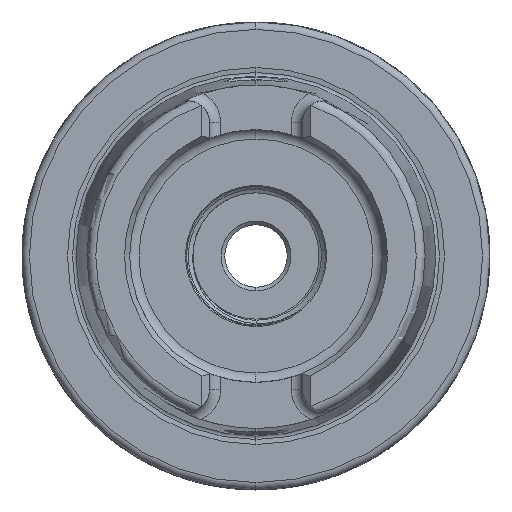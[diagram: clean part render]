
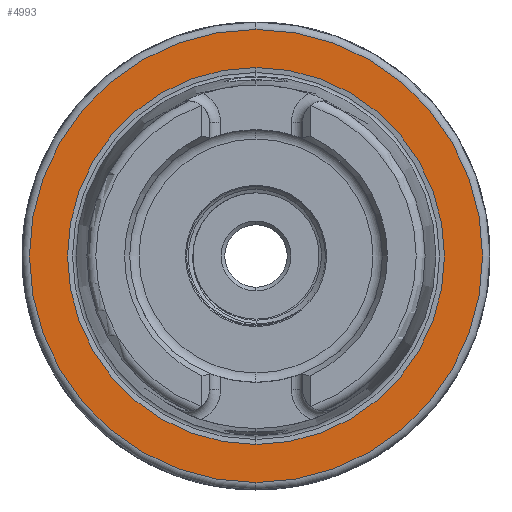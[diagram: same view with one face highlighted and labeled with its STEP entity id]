
A CAD part, left-side view. The second image highlights one B-rep face of the part: STEP entity #4993.
In plain terms, the highlighted planar face has unit normal (-1, 0, 0).
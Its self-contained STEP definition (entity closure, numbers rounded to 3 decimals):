
#4993 = ADVANCED_FACE ( 'NONE', ( #21830, #21870 ), #25498, .T. ) ;
#7986 = EDGE_LOOP ( 'NONE', ( #22306, #22085 ) ) ;
#7988 = EDGE_LOOP ( 'NONE', ( #22130, #22152 ) ) ;
#8241 = DIRECTION ( 'NONE',  ( -1., 0., 0. ) ) ;
#8248 = DIRECTION ( 'NONE',  ( 0., 0., 1. ) ) ;
#8250 = CARTESIAN_POINT ( 'NONE',  ( 0., 0., 0. ) ) ;
#8894 = CIRCLE ( 'NONE', #29217, 25.369 ) ;
#11051 = DIRECTION ( 'NONE',  ( 1., 0., 0. ) ) ;
#11052 = CARTESIAN_POINT ( 'NONE',  ( 0., 0., 0. ) ) ;
#11070 = DIRECTION ( 'NONE',  ( 0., 0., -1. ) ) ;
#20010 = EDGE_CURVE ( 'NONE', #21650, #21644, #26762, .T. ) ;
#20037 = EDGE_CURVE ( 'NONE', #21658, #21548, #26797, .T. ) ;
#20338 = EDGE_CURVE ( 'NONE', #21548, #21658, #21943, .T. ) ;
#20430 = EDGE_CURVE ( 'NONE', #21644, #21650, #8894, .T. ) ;
#21548 = VERTEX_POINT ( 'NONE', #23002 ) ;
#21644 = VERTEX_POINT ( 'NONE', #23095 ) ;
#21650 = VERTEX_POINT ( 'NONE', #23067 ) ;
#21658 = VERTEX_POINT ( 'NONE', #23086 ) ;
#21830 = FACE_OUTER_BOUND ( 'NONE', #7986, .T. ) ;
#21870 = FACE_BOUND ( 'NONE', #7988, .T. ) ;
#21943 = CIRCLE ( 'NONE', #29234, 30.5 ) ;
#22085 = ORIENTED_EDGE ( 'NONE', *, *, #20338, .T. ) ;
#22130 = ORIENTED_EDGE ( 'NONE', *, *, #20010, .T. ) ;
#22152 = ORIENTED_EDGE ( 'NONE', *, *, #20430, .T. ) ;
#22306 = ORIENTED_EDGE ( 'NONE', *, *, #20037, .T. ) ;
#23002 = CARTESIAN_POINT ( 'NONE',  ( 0., 0., -30.5 ) ) ;
#23067 = CARTESIAN_POINT ( 'NONE',  ( 0., 0., 25.369 ) ) ;
#23086 = CARTESIAN_POINT ( 'NONE',  ( 0., 0., 30.5 ) ) ;
#23095 = CARTESIAN_POINT ( 'NONE',  ( 0., 0., -25.369 ) ) ;
#25484 = CARTESIAN_POINT ( 'NONE',  ( 0., 25.369, 0. ) ) ;
#25491 = DIRECTION ( 'NONE',  ( 0., 0., 1. ) ) ;
#25498 = PLANE ( 'NONE',  #29348 ) ;
#25508 = DIRECTION ( 'NONE',  ( -1., 0., 0. ) ) ;
#26762 = CIRCLE ( 'NONE', #29714, 25.369 ) ;
#26797 = CIRCLE ( 'NONE', #29700, 30.5 ) ;
#28169 = CARTESIAN_POINT ( 'NONE',  ( 0., 0., 0. ) ) ;
#28170 = DIRECTION ( 'NONE',  ( 1., 0., 0. ) ) ;
#28180 = DIRECTION ( 'NONE',  ( 0., 0., -1. ) ) ;
#28297 = DIRECTION ( 'NONE',  ( 0., 0., 1. ) ) ;
#28327 = CARTESIAN_POINT ( 'NONE',  ( 0., 0., 0. ) ) ;
#28329 = DIRECTION ( 'NONE',  ( -1., 0., 0. ) ) ;
#29217 = AXIS2_PLACEMENT_3D ( 'NONE', #11052, #11051, #11070 ) ;
#29234 = AXIS2_PLACEMENT_3D ( 'NONE', #8250, #8241, #8248 ) ;
#29348 = AXIS2_PLACEMENT_3D ( 'NONE', #25484, #25508, #25491 ) ;
#29700 = AXIS2_PLACEMENT_3D ( 'NONE', #28327, #28329, #28297 ) ;
#29714 = AXIS2_PLACEMENT_3D ( 'NONE', #28169, #28170, #28180 ) ;
